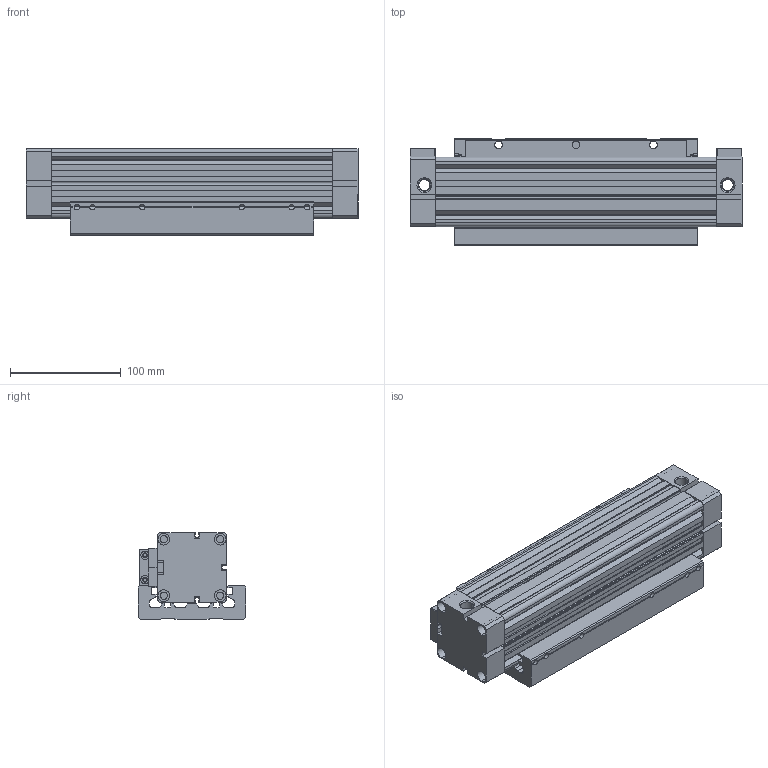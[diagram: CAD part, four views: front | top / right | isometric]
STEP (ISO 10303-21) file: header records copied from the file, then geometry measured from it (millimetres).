
FILE_DESCRIPTION (( 'STEP AP214' ), '1' );
FILE_NAME ('ZF 40-0 RODLESS CYLINDER.STEP', '2010-08-06T15:33:53', ( '' ), ( '' ), 'SwSTEP 2.0', 'SolidWorks 2010', '' );
FILE_SCHEMA (( 'AUTOMOTIVE_DESIGN' ));
Length unit declared in the file: millimetre
Products named in the file (7): ZS  40  BORU; ZS  40  KAPAK; KIZAKLI PÝSTON; SIYIRICI; BANT  KAPAÐI; ZF  40  YATAK; ZF 40-0  RODLESS CYLINDER
Assembly tree (9 placements, depth 2):
  ZF 40-0  RODLESS CYLINDER
    ZS  40  KAPAK  x2
    SIYIRICI  x2
    ZS  40  BORU
    BANT  KAPAÐI  x2
    KIZAKLI PÝSTON
    ZF  40  YATAK
Bounding box: 300 x 97 x 78.5 mm (x, y, z)
Volume: 1511674.3 mm3; surface area: 317758.3 mm2
Topology: 9 solids, 9 shells, 816 faces, 2456 edges, 1624 vertices
Faces by surface type: plane 424, cylinder 354, cone 38
Entity records: 25172 total; most frequent: CARTESIAN_POINT 5602, ORIENTED_EDGE 4138, DIRECTION 3674, EDGE_CURVE 2069, VERTEX_POINT 1372, AXIS2_PLACEMENT_3D 1248, LINE 1178, VECTOR 1178
